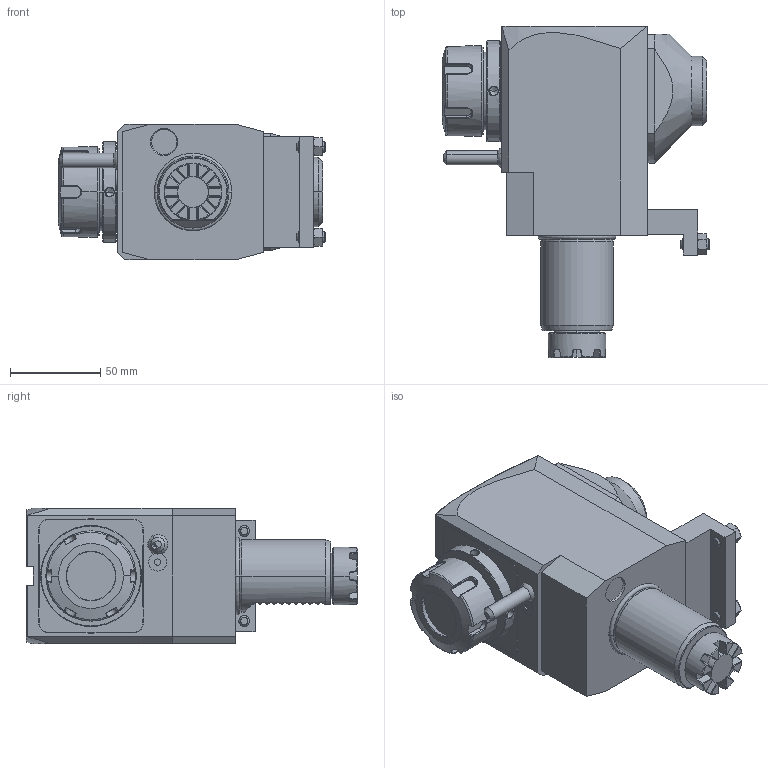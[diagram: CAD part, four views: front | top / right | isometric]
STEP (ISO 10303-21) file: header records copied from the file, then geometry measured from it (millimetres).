
FILE_DESCRIPTION((''),'2;1');
FILE_NAME('NGT1_40_241_32_3_2_80C','2022-02-15T',('vali'),('NOVA GRUP'),'PRO/ENGINEER BY PARAMETRIC TECHNOLOGY CORPORATION, 2010280','PRO/ENGINEER BY PARAMETRIC TECHNOLOGY CORPORATION, 2010280','');
FILE_SCHEMA(('CONFIG_CONTROL_DESIGN'));
Length unit declared in the file: millimetre
Products named in the file (1): NGT1_40_241_32_3_2_80C
Bounding box: 148.1 x 184 x 75 mm (x, y, z)
Volume: 929999.4 mm3; surface area: 76610.5 mm2
Topology: 1 solids, 1 shells, 479 faces, 1249 edges, 777 vertices
Faces by surface type: plane 214, cone 109, cylinder 79, bspline 58, torus 15, extrusion 2, sphere 2
Entity records: 19593 total; most frequent: CARTESIAN_POINT 8833, ORIENTED_EDGE 2458, DIRECTION 1869, EDGE_CURVE 1229, VERTEX_POINT 777, AXIS2_PLACEMENT_3D 689, EDGE_LOOP 506, VECTOR 491
